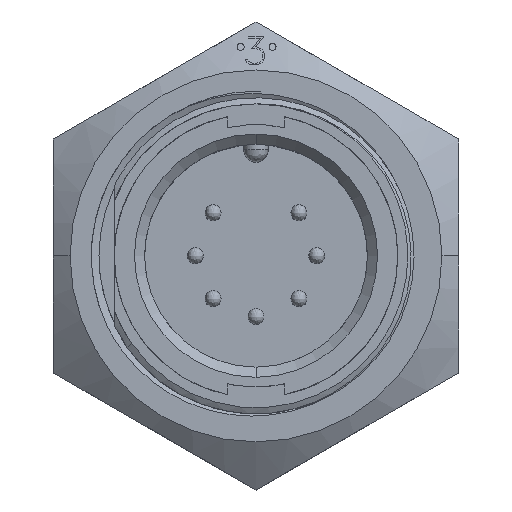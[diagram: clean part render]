
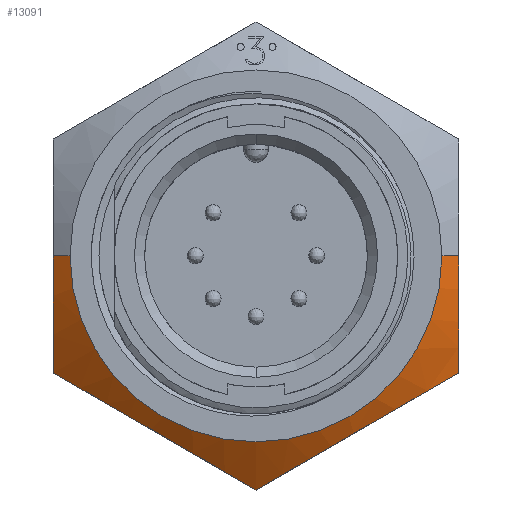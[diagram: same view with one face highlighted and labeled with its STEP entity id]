
A CAD part, top view. The second image highlights one B-rep face of the part: STEP entity #13091.
In plain terms, the highlighted conical face has half-angle 55 degrees and reference radius 14.683 mm.
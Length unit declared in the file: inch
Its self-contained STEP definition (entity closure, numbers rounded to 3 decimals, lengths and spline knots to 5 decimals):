
#1 = CONICAL_SURFACE ( 'NONE', #5443, 0.57806, 0.96 ) ;
#40 = EDGE_CURVE ( 'NONE', #1602, #23432, #15893, .T. ) ;
#427 = LINE ( 'NONE', #22985, #16092 ) ;
#609 = FACE_OUTER_BOUND ( 'NONE', #8985, .T. ) ;
#1131 = CARTESIAN_POINT ( 'NONE',  ( 0.20621, -0.45829, -0.35292 ) ) ;
#1199 = CARTESIAN_POINT ( 'NONE',  ( 0.5, 0., -0.35284 ) ) ;
#1237 = CARTESIAN_POINT ( 'NONE',  ( -0.33584, -0.38345, -0.3582 ) ) ;
#1602 = VERTEX_POINT ( 'NONE', #4992 ) ;
#2031 = ORIENTED_EDGE ( 'NONE', *, *, #2665, .T. ) ;
#2425 = DIRECTION ( 'NONE',  ( 0., 0., -1. ) ) ;
#2482 = CARTESIAN_POINT ( 'NONE',  ( -0.5, -0.12274, -0.36287 ) ) ;
#2555 = ORIENTED_EDGE ( 'NONE', *, *, #40, .T. ) ;
#2618 = CIRCLE ( 'NONE', #21572, 0.45881 ) ;
#2665 = EDGE_CURVE ( 'NONE', #6211, #20487, #19790, .T. ) ;
#3070 = CARTESIAN_POINT ( 'NONE',  ( 0.29208, -0.40872, -0.35407 ) ) ;
#3194 = CARTESIAN_POINT ( 'NONE',  ( -0.22957, -0.44481, -0.3528 ) ) ;
#3457 = ORIENTED_EDGE ( 'NONE', *, *, #23659, .F. ) ;
#4992 = CARTESIAN_POINT ( 'NONE',  ( -0.5, 0., -0.35284 ) ) ;
#5062 = CARTESIAN_POINT ( 'NONE',  ( 0.35574, -0.37197, -0.36276 ) ) ;
#5172 = CARTESIAN_POINT ( 'NONE',  ( -0.16534, -0.48189, -0.35906 ) ) ;
#5273 = CARTESIAN_POINT ( 'NONE',  ( 0.5, -0.28868, -0.407 ) ) ;
#5443 = AXIS2_PLACEMENT_3D ( 'NONE', #8436, #2425, #22168 ) ;
#5646 = VERTEX_POINT ( 'NONE', #24421 ) ;
#5766 = CARTESIAN_POINT ( 'NONE',  ( 0., -0.57735, -0.407 ) ) ;
#5833 = EDGE_CURVE ( 'NONE', #23432, #20013, #10427, .T. ) ;
#5975 = CARTESIAN_POINT ( 'NONE',  ( -0.45881, 0., -0.324 ) ) ;
#6211 = VERTEX_POINT ( 'NONE', #24050 ) ;
#7035 = CARTESIAN_POINT ( 'NONE',  ( 0.45945, -0.31209, -0.39061 ) ) ;
#7141 = CARTESIAN_POINT ( 'NONE',  ( -0.08159, -0.53024, -0.37698 ) ) ;
#7225 = ORIENTED_EDGE ( 'NONE', *, *, #20392, .T. ) ;
#7241 = CARTESIAN_POINT ( 'NONE',  ( 0.5, -0.04964, -0.35284 ) ) ;
#8370 = ORIENTED_EDGE ( 'NONE', *, *, #5833, .T. ) ;
#8436 = CARTESIAN_POINT ( 'NONE',  ( 0., 0., -0.4075 ) ) ;
#8985 = EDGE_LOOP ( 'NONE', ( #3457, #7225, #22367, #2555, #8370, #13244, #2031 ) ) ;
#9108 = CARTESIAN_POINT ( 'NONE',  ( 0., -0.57735, -0.407 ) ) ;
#9997 = VECTOR ( 'NONE', #15617, 39.37008 ) ;
#10427 = B_SPLINE_CURVE_WITH_KNOTS ( 'NONE', 3,
 ( #22764, #11013, #12996, #1237, #14972, #3194, #16938, #5172, #18909, #7141, #20856, #9108 ),
 .UNSPECIFIED., .F., .F.,
 ( 4, 2, 2, 2, 2, 4 ),
 ( 0., 0.00372, 0.00743, 0.00929, 0.01115, 0.01486 ),
 .UNSPECIFIED. ) ;
#10975 = CARTESIAN_POINT ( 'NONE',  ( 0., 0., -0.324 ) ) ;
#11013 = CARTESIAN_POINT ( 'NONE',  ( -0.45957, -0.31202, -0.39065 ) ) ;
#11112 = CARTESIAN_POINT ( 'NONE',  ( 0.5, -0.19447, -0.377 ) ) ;
#11226 = DIRECTION ( 'NONE',  ( 0.819, 0., -0.574 ) ) ;
#11721 = VERTEX_POINT ( 'NONE', #5975 ) ;
#12884 = CARTESIAN_POINT ( 'NONE',  ( 0.16416, -0.48257, -0.3582 ) ) ;
#12959 = DIRECTION ( 'NONE',  ( -1., 0., 0. ) ) ;
#12996 = CARTESIAN_POINT ( 'NONE',  ( -0.41872, -0.3356, -0.3771 ) ) ;
#13091 = ADVANCED_FACE ( 'NONE', ( #609 ), #1, .T. ) ;
#13235 = B_SPLINE_CURVE_WITH_KNOTS ( 'NONE', 3,
 ( #20661, #18693, #24649, #12884, #1131, #14852, #3070, #16835, #5062, #18779, #7035, #20750 ),
 .UNSPECIFIED., .F., .F.,
 ( 4, 2, 2, 2, 2, 4 ),
 ( 0., 0.00372, 0.00743, 0.00929, 0.01115, 0.01486 ),
 .UNSPECIFIED. ) ;
#13244 = ORIENTED_EDGE ( 'NONE', *, *, #22749, .T. ) ;
#13644 = CARTESIAN_POINT ( 'NONE',  ( -0.57806, 0., -0.4075 ) ) ;
#14852 = CARTESIAN_POINT ( 'NONE',  ( 0.27043, -0.42122, -0.3528 ) ) ;
#14972 = CARTESIAN_POINT ( 'NONE',  ( -0.29379, -0.40773, -0.35292 ) ) ;
#14988 = CARTESIAN_POINT ( 'NONE',  ( 0.5, -0.24181, -0.39059 ) ) ;
#15617 = DIRECTION ( 'NONE',  ( -0.819, 0., -0.574 ) ) ;
#15893 = B_SPLINE_CURVE_WITH_KNOTS ( 'NONE', 3,
 ( #22873, #17124, #16318, #24856, #2482, #18993, #16949, #22237 ),
 .UNSPECIFIED., .F., .F.,
 ( 4, 2, 2, 4 ),
 ( 0.00746, 0.00931, 0.01116, 0.01486 ),
 .UNSPECIFIED. ) ;
#16092 = VECTOR ( 'NONE', #11226, 39.37008 ) ;
#16318 = CARTESIAN_POINT ( 'NONE',  ( -0.5, -0.04952, -0.35414 ) ) ;
#16835 = CARTESIAN_POINT ( 'NONE',  ( 0.33466, -0.38413, -0.35906 ) ) ;
#16938 = CARTESIAN_POINT ( 'NONE',  ( -0.20792, -0.4573, -0.35407 ) ) ;
#16949 = CARTESIAN_POINT ( 'NONE',  ( -0.5, -0.24203, -0.39067 ) ) ;
#17124 = CARTESIAN_POINT ( 'NONE',  ( -0.5, -0.02463, -0.35284 ) ) ;
#18693 = CARTESIAN_POINT ( 'NONE',  ( 0.04043, -0.55401, -0.39065 ) ) ;
#18779 = CARTESIAN_POINT ( 'NONE',  ( 0.41841, -0.33578, -0.37698 ) ) ;
#18909 = CARTESIAN_POINT ( 'NONE',  ( -0.14426, -0.49406, -0.36276 ) ) ;
#18993 = CARTESIAN_POINT ( 'NONE',  ( -0.5, -0.19482, -0.37709 ) ) ;
#19007 = CARTESIAN_POINT ( 'NONE',  ( 0.5, -0.09839, -0.35809 ) ) ;
#19790 = B_SPLINE_CURVE_WITH_KNOTS ( 'NONE', 3,
 ( #5273, #14988, #11112, #19007, #7241, #20960 ),
 .UNSPECIFIED., .F., .F.,
 ( 4, 2, 4 ),
 ( 0., 0.00373, 0.00746 ),
 .UNSPECIFIED. ) ;
#20013 = VERTEX_POINT ( 'NONE', #5766 ) ;
#20392 = EDGE_CURVE ( 'NONE', #5646, #11721, #2618, .T. ) ;
#20411 = LINE ( 'NONE', #13644, #9997 ) ;
#20487 = VERTEX_POINT ( 'NONE', #1199 ) ;
#20661 = CARTESIAN_POINT ( 'NONE',  ( 0., -0.57735, -0.407 ) ) ;
#20727 = EDGE_CURVE ( 'NONE', #11721, #1602, #20411, .T. ) ;
#20750 = CARTESIAN_POINT ( 'NONE',  ( 0.5, -0.28868, -0.407 ) ) ;
#20856 = CARTESIAN_POINT ( 'NONE',  ( -0.04055, -0.55394, -0.39061 ) ) ;
#20960 = CARTESIAN_POINT ( 'NONE',  ( 0.5, 0., -0.35284 ) ) ;
#21572 = AXIS2_PLACEMENT_3D ( 'NONE', #10975, #24733, #12959 ) ;
#22168 = DIRECTION ( 'NONE',  ( -1., 0., 0. ) ) ;
#22237 = CARTESIAN_POINT ( 'NONE',  ( -0.5, -0.28868, -0.407 ) ) ;
#22367 = ORIENTED_EDGE ( 'NONE', *, *, #20727, .T. ) ;
#22749 = EDGE_CURVE ( 'NONE', #20013, #6211, #13235, .T. ) ;
#22764 = CARTESIAN_POINT ( 'NONE',  ( -0.5, -0.28868, -0.407 ) ) ;
#22873 = CARTESIAN_POINT ( 'NONE',  ( -0.5, 0., -0.35284 ) ) ;
#22985 = CARTESIAN_POINT ( 'NONE',  ( 0.57806, 0., -0.4075 ) ) ;
#23432 = VERTEX_POINT ( 'NONE', #24357 ) ;
#23659 = EDGE_CURVE ( 'NONE', #5646, #20487, #427, .T. ) ;
#24050 = CARTESIAN_POINT ( 'NONE',  ( 0.5, -0.28868, -0.407 ) ) ;
#24357 = CARTESIAN_POINT ( 'NONE',  ( -0.5, -0.28868, -0.407 ) ) ;
#24421 = CARTESIAN_POINT ( 'NONE',  ( 0.45881, 0., -0.324 ) ) ;
#24649 = CARTESIAN_POINT ( 'NONE',  ( 0.08128, -0.53042, -0.3771 ) ) ;
#24733 = DIRECTION ( 'NONE',  ( 0., 0., -1. ) ) ;
#24856 = CARTESIAN_POINT ( 'NONE',  ( -0.5, -0.0985, -0.35916 ) ) ;
